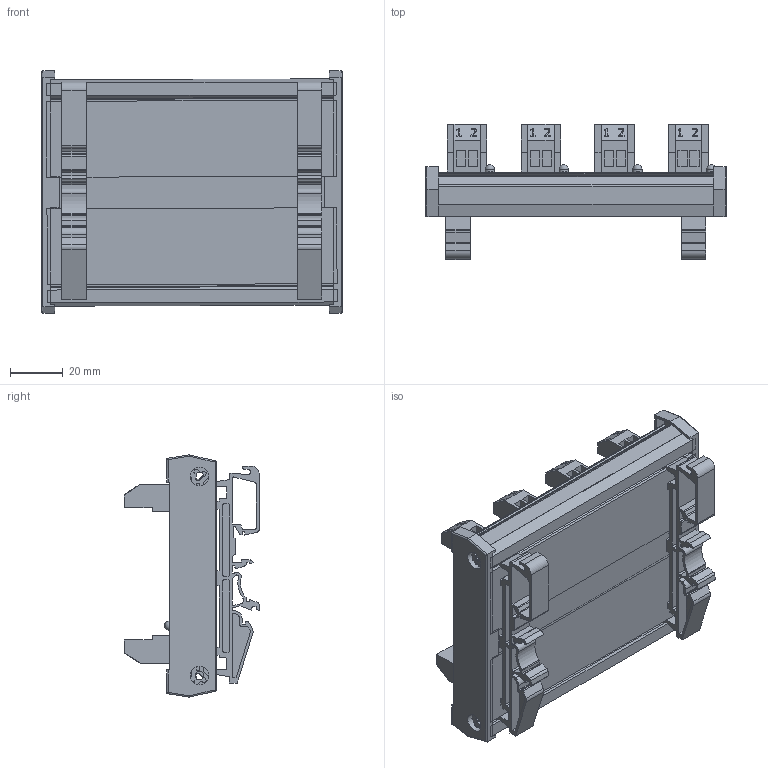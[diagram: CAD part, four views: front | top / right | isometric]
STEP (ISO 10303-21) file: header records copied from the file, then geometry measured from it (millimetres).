
FILE_DESCRIPTION((''),'2;1');
FILE_NAME('Opto_4_Position.stp','2015-07-10T11:43:21',('CAD Station'),(''),'Autodesk Inventor 2013','Autodesk Inventor 2013','');
FILE_SCHEMA(('CONFIG_CONTROL_DESIGN'));
Length unit declared in the file: millimetre
Products named in the file (15): Opto_4_Position; Opto_AssyDefault; 2GreenAssy; 2 hole green; 12Label; 3GreenASSY; 3 hole green; 345Label; OptoBoard; Green Bulb; Fuse; ResScaled; 1Channe;Case; BASE LEGS; BASE SIDE
Assembly tree (19 placements, depth 4):
  Opto_4_Position
    Opto_AssyDefault  x4
      2GreenAssy
        2 hole green
        12Label
      3GreenASSY
        3 hole green
        345Label
      OptoBoard
      Green Bulb
      Fuse
      ResScaled
    1Channe;Case
    BASE LEGS  x2
    BASE SIDE  x2
Bounding box: 114.18 x 51.35 x 91.98 mm (x, y, z)
Volume: 74643.6 mm3; surface area: 91604.3 mm2
Topology: 37 solids, 37 shells, 1621 faces, 4137 edges, 2714 vertices
Faces by surface type: plane 1000, cylinder 345, bspline 212, torus 60, sphere 4
Full cylindrical faces by diameter (mm): 0.35 x32, 2.019 x12, 2.02 x8, 2.1 x24, 2.3 x20, 3.2 x4, 3.5 x4, 3.59 x4, 3.75 x20, 4 x4, 7 x4, 9 x4
Entity records: 21513 total; most frequent: CARTESIAN_POINT 4627, ORIENTED_EDGE 3382, DIRECTION 3212, EDGE_CURVE 1691, VECTOR 1258, LINE 1258, VERTEX_POINT 1153, AXIS2_PLACEMENT_3D 977
